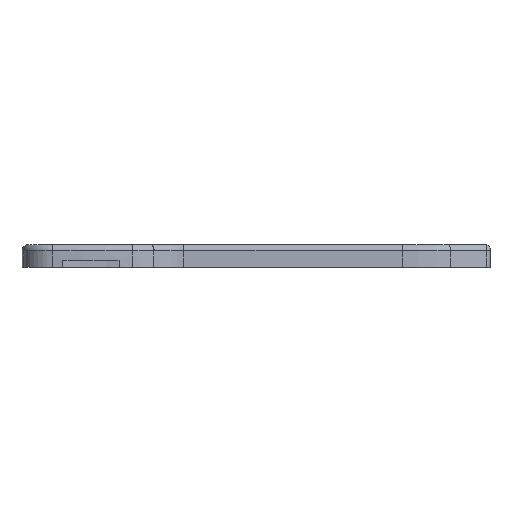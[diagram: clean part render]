
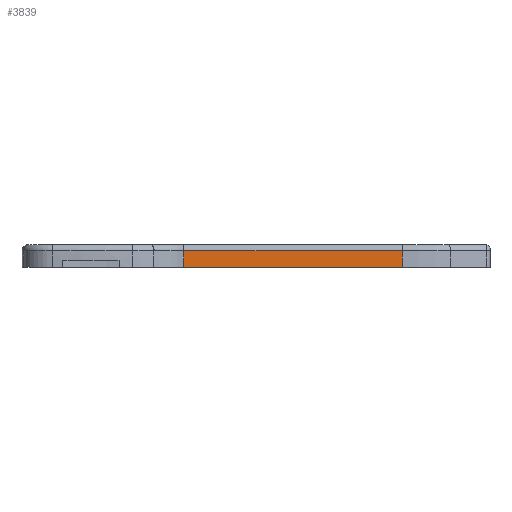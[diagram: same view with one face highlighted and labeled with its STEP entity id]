
A CAD part, left-side view. The second image highlights one B-rep face of the part: STEP entity #3839.
In plain terms, the highlighted planar face has unit normal (-1, 0, 0).
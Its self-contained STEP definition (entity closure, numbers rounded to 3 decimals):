
#504 = PLANE('',#505);
#505 = AXIS2_PLACEMENT_3D('',#506,#507,#508);
#506 = CARTESIAN_POINT('',(-35.,98.83,0.));
#507 = DIRECTION('',(0.,0.,1.));
#508 = DIRECTION('',(1.,0.,0.));
#1232 = VERTEX_POINT('',#1233);
#1233 = CARTESIAN_POINT('',(-20.8,41.057,0.));
#1252 = CYLINDRICAL_SURFACE('',#1253,13.7);
#1253 = AXIS2_PLACEMENT_3D('',#1254,#1255,#1256);
#1254 = CARTESIAN_POINT('',(-34.482,41.759,-5.));
#1255 = DIRECTION('',(-0.,-0.,-1.));
#1256 = DIRECTION('',(1.,0.,0.));
#1264 = EDGE_CURVE('',#1265,#1232,#1267,.T.);
#1265 = VERTEX_POINT('',#1266);
#1266 = CARTESIAN_POINT('',(-20.8,-29.,0.));
#1267 = SURFACE_CURVE('',#1268,(#1272,#1278),.PCURVE_S1.);
#1268 = LINE('',#1269,#1270);
#1269 = CARTESIAN_POINT('',(-20.8,34.915,0.));
#1270 = VECTOR('',#1271,1.);
#1271 = DIRECTION('',(0.,1.,-0.));
#1272 = PCURVE('',#504,#1273);
#1273 = DEFINITIONAL_REPRESENTATION('',(#1274),#1277);
#1274 = B_SPLINE_CURVE_WITH_KNOTS('',1,(#1275,#1276),.UNSPECIFIED.,.F.,
  .F.,(2,2),(-70.921,13.147),.PIECEWISE_BEZIER_KNOTS.);
#1275 = CARTESIAN_POINT('',(14.2,-134.836));
#1276 = CARTESIAN_POINT('',(14.2,-50.768));
#1277 = ( GEOMETRIC_REPRESENTATION_CONTEXT(2) 
PARAMETRIC_REPRESENTATION_CONTEXT() REPRESENTATION_CONTEXT('2D SPACE',''
  ) );
#1278 = PCURVE('',#1279,#1284);
#1279 = PLANE('',#1280);
#1280 = AXIS2_PLACEMENT_3D('',#1281,#1282,#1283);
#1281 = CARTESIAN_POINT('',(-20.8,-29.,-5.));
#1282 = DIRECTION('',(-1.,0.,0.));
#1283 = DIRECTION('',(0.,1.,0.));
#1284 = DEFINITIONAL_REPRESENTATION('',(#1285),#1288);
#1285 = B_SPLINE_CURVE_WITH_KNOTS('',1,(#1286,#1287),.UNSPECIFIED.,.F.,
  .F.,(2,2),(-70.921,13.147),.PIECEWISE_BEZIER_KNOTS.);
#1286 = CARTESIAN_POINT('',(-7.006,-5.));
#1287 = CARTESIAN_POINT('',(77.062,-5.));
#1288 = ( GEOMETRIC_REPRESENTATION_CONTEXT(2) 
PARAMETRIC_REPRESENTATION_CONTEXT() REPRESENTATION_CONTEXT('2D SPACE',''
  ) );
#1311 = CYLINDRICAL_SURFACE('',#1312,42.872);
#1312 = AXIS2_PLACEMENT_3D('',#1313,#1314,#1315);
#1313 = CARTESIAN_POINT('',(22.072,-29.,-5.));
#1314 = DIRECTION('',(-0.,-0.,-1.));
#1315 = DIRECTION('',(1.,0.,0.));
#2707 = CYLINDRICAL_SURFACE('',#2708,1.95);
#2708 = AXIS2_PLACEMENT_3D('',#2709,#2710,#2711);
#2709 = CARTESIAN_POINT('',(-18.85,41.057,5.35));
#2710 = DIRECTION('',(0.,-1.,-0.));
#2711 = DIRECTION('',(0.,0.,1.));
#3795 = EDGE_CURVE('',#1265,#3796,#3798,.T.);
#3796 = VERTEX_POINT('',#3797);
#3797 = CARTESIAN_POINT('',(-20.8,-29.,5.35));
#3798 = SURFACE_CURVE('',#3799,(#3803,#3810),.PCURVE_S1.);
#3799 = LINE('',#3800,#3801);
#3800 = CARTESIAN_POINT('',(-20.8,-29.,-5.));
#3801 = VECTOR('',#3802,1.);
#3802 = DIRECTION('',(0.,0.,1.));
#3803 = PCURVE('',#1311,#3804);
#3804 = DEFINITIONAL_REPRESENTATION('',(#3805),#3809);
#3805 = LINE('',#3806,#3807);
#3806 = CARTESIAN_POINT('',(-3.142,0.));
#3807 = VECTOR('',#3808,1.);
#3808 = DIRECTION('',(-0.,-1.));
#3809 = ( GEOMETRIC_REPRESENTATION_CONTEXT(2) 
PARAMETRIC_REPRESENTATION_CONTEXT() REPRESENTATION_CONTEXT('2D SPACE',''
  ) );
#3810 = PCURVE('',#1279,#3811);
#3811 = DEFINITIONAL_REPRESENTATION('',(#3812),#3816);
#3812 = LINE('',#3813,#3814);
#3813 = CARTESIAN_POINT('',(0.,0.));
#3814 = VECTOR('',#3815,1.);
#3815 = DIRECTION('',(0.,-1.));
#3816 = ( GEOMETRIC_REPRESENTATION_CONTEXT(2) 
PARAMETRIC_REPRESENTATION_CONTEXT() REPRESENTATION_CONTEXT('2D SPACE',''
  ) );
#3839 = ADVANCED_FACE('',(#3840),#1279,.T.);
#3840 = FACE_BOUND('',#3841,.T.);
#3841 = EDGE_LOOP('',(#3842,#3843,#3844,#3867));
#3842 = ORIENTED_EDGE('',*,*,#1264,.F.);
#3843 = ORIENTED_EDGE('',*,*,#3795,.T.);
#3844 = ORIENTED_EDGE('',*,*,#3845,.F.);
#3845 = EDGE_CURVE('',#3846,#3796,#3848,.T.);
#3846 = VERTEX_POINT('',#3847);
#3847 = CARTESIAN_POINT('',(-20.8,41.057,5.35));
#3848 = SURFACE_CURVE('',#3849,(#3853,#3860),.PCURVE_S1.);
#3849 = LINE('',#3850,#3851);
#3850 = CARTESIAN_POINT('',(-20.8,41.057,5.35));
#3851 = VECTOR('',#3852,1.);
#3852 = DIRECTION('',(0.,-1.,-0.));
#3853 = PCURVE('',#1279,#3854);
#3854 = DEFINITIONAL_REPRESENTATION('',(#3855),#3859);
#3855 = LINE('',#3856,#3857);
#3856 = CARTESIAN_POINT('',(70.057,-10.35));
#3857 = VECTOR('',#3858,1.);
#3858 = DIRECTION('',(-1.,0.));
#3859 = ( GEOMETRIC_REPRESENTATION_CONTEXT(2) 
PARAMETRIC_REPRESENTATION_CONTEXT() REPRESENTATION_CONTEXT('2D SPACE',''
  ) );
#3860 = PCURVE('',#2707,#3861);
#3861 = DEFINITIONAL_REPRESENTATION('',(#3862),#3866);
#3862 = LINE('',#3863,#3864);
#3863 = CARTESIAN_POINT('',(1.571,0.));
#3864 = VECTOR('',#3865,1.);
#3865 = DIRECTION('',(0.,1.));
#3866 = ( GEOMETRIC_REPRESENTATION_CONTEXT(2) 
PARAMETRIC_REPRESENTATION_CONTEXT() REPRESENTATION_CONTEXT('2D SPACE',''
  ) );
#3867 = ORIENTED_EDGE('',*,*,#3868,.T.);
#3868 = EDGE_CURVE('',#3846,#1232,#3869,.T.);
#3869 = SURFACE_CURVE('',#3870,(#3874,#3880),.PCURVE_S1.);
#3870 = LINE('',#3871,#3872);
#3871 = CARTESIAN_POINT('',(-20.8,41.057,-5.));
#3872 = VECTOR('',#3873,1.);
#3873 = DIRECTION('',(-0.,-0.,-1.));
#3874 = PCURVE('',#1279,#3875);
#3875 = DEFINITIONAL_REPRESENTATION('',(#3876),#3879);
#3876 = B_SPLINE_CURVE_WITH_KNOTS('',1,(#3877,#3878),.UNSPECIFIED.,.F.,
  .F.,(2,2),(-100000000.,100000000.),.PIECEWISE_BEZIER_KNOTS.);
#3877 = CARTESIAN_POINT('',(70.057,-100000000.));
#3878 = CARTESIAN_POINT('',(70.057,100000000.));
#3879 = ( GEOMETRIC_REPRESENTATION_CONTEXT(2) 
PARAMETRIC_REPRESENTATION_CONTEXT() REPRESENTATION_CONTEXT('2D SPACE',''
  ) );
#3880 = PCURVE('',#1252,#3881);
#3881 = DEFINITIONAL_REPRESENTATION('',(#3882),#3885);
#3882 = B_SPLINE_CURVE_WITH_KNOTS('',1,(#3883,#3884),.UNSPECIFIED.,.F.,
  .F.,(2,2),(-100000000.,100000000.),.PIECEWISE_BEZIER_KNOTS.);
#3883 = CARTESIAN_POINT('',(-6.232,-100000000.));
#3884 = CARTESIAN_POINT('',(-6.232,100000000.));
#3885 = ( GEOMETRIC_REPRESENTATION_CONTEXT(2) 
PARAMETRIC_REPRESENTATION_CONTEXT() REPRESENTATION_CONTEXT('2D SPACE',''
  ) );
